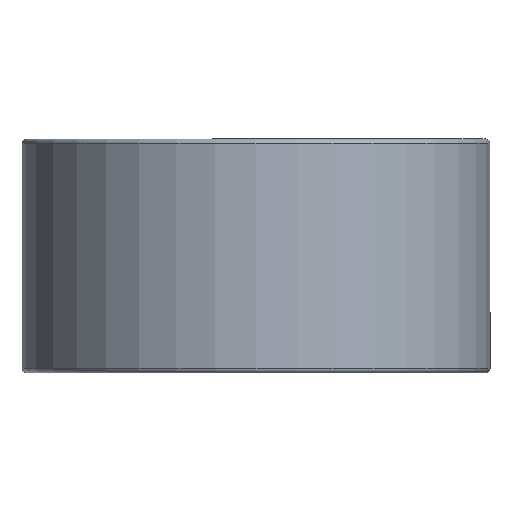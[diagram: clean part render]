
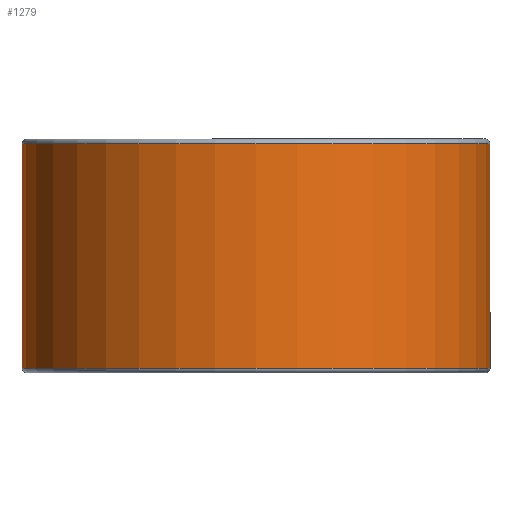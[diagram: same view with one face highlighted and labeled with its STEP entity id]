
A CAD part, left-side view. The second image highlights one B-rep face of the part: STEP entity #1279.
In plain terms, the highlighted cylindrical face has radius 12.7 mm (diameter 25.4 mm), a partial arc.
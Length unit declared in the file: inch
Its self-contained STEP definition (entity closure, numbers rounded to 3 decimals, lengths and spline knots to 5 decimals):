
#63 = ORIENTED_EDGE ( 'NONE', *, *, #2925, .T. ) ;
#68 = VECTOR ( 'NONE', #3240, 39.37008 ) ;
#526 = EDGE_CURVE ( 'NONE', #1955, #2586, #1109, .T. ) ;
#681 = DIRECTION ( 'NONE',  ( 0., 0., -1. ) ) ;
#748 = CARTESIAN_POINT ( 'NONE',  ( 0., -0.5, 0.25 ) ) ;
#922 = DIRECTION ( 'NONE',  ( 0., 0., 1. ) ) ;
#970 = ORIENTED_EDGE ( 'NONE', *, *, #526, .T. ) ;
#1109 = CIRCLE ( 'NONE', #3657, 0.5 ) ;
#1116 = LINE ( 'NONE', #4327, #1745 ) ;
#1279 = ADVANCED_FACE ( 'NONE', ( #1672 ), #3069, .T. ) ;
#1336 = ORIENTED_EDGE ( 'NONE', *, *, #2376, .F. ) ;
#1394 = CIRCLE ( 'NONE', #2556, 0.5 ) ;
#1450 = DIRECTION ( 'NONE',  ( 0., 1., 0. ) ) ;
#1453 = EDGE_LOOP ( 'NONE', ( #1336, #970, #63, #2848 ) ) ;
#1500 = VERTEX_POINT ( 'NONE', #3456 ) ;
#1635 = DIRECTION ( 'NONE',  ( 0., -1., 0. ) ) ;
#1672 = FACE_OUTER_BOUND ( 'NONE', #1453, .T. ) ;
#1745 = VECTOR ( 'NONE', #4300, 39.37008 ) ;
#1805 = CARTESIAN_POINT ( 'NONE',  ( 0., -0.5, -0.24 ) ) ;
#1939 = DIRECTION ( 'NONE',  ( 0., -1., 0. ) ) ;
#1955 = VERTEX_POINT ( 'NONE', #2243 ) ;
#2243 = CARTESIAN_POINT ( 'NONE',  ( 0., 0.5, -0.24 ) ) ;
#2376 = EDGE_CURVE ( 'NONE', #1955, #1500, #1116, .T. ) ;
#2556 = AXIS2_PLACEMENT_3D ( 'NONE', #4487, #681, #1450 ) ;
#2586 = VERTEX_POINT ( 'NONE', #1805 ) ;
#2680 = CARTESIAN_POINT ( 'NONE',  ( 0., 0., 0.25 ) ) ;
#2848 = ORIENTED_EDGE ( 'NONE', *, *, #3245, .T. ) ;
#2925 = EDGE_CURVE ( 'NONE', #2586, #3499, #3853, .T. ) ;
#2934 = AXIS2_PLACEMENT_3D ( 'NONE', #2680, #4136, #1635 ) ;
#3069 = CYLINDRICAL_SURFACE ( 'NONE', #2934, 0.5 ) ;
#3240 = DIRECTION ( 'NONE',  ( 0., 0., 1. ) ) ;
#3245 = EDGE_CURVE ( 'NONE', #3499, #1500, #1394, .T. ) ;
#3456 = CARTESIAN_POINT ( 'NONE',  ( 0., 0.5, 0.24 ) ) ;
#3499 = VERTEX_POINT ( 'NONE', #4364 ) ;
#3657 = AXIS2_PLACEMENT_3D ( 'NONE', #4043, #922, #1939 ) ;
#3853 = LINE ( 'NONE', #748, #68 ) ;
#4043 = CARTESIAN_POINT ( 'NONE',  ( 0., 0., -0.24 ) ) ;
#4136 = DIRECTION ( 'NONE',  ( 0., 0., 1. ) ) ;
#4300 = DIRECTION ( 'NONE',  ( 0., 0., 1. ) ) ;
#4327 = CARTESIAN_POINT ( 'NONE',  ( 0., 0.5, 0.25 ) ) ;
#4364 = CARTESIAN_POINT ( 'NONE',  ( 0., -0.5, 0.24 ) ) ;
#4487 = CARTESIAN_POINT ( 'NONE',  ( 0., 0., 0.24 ) ) ;
